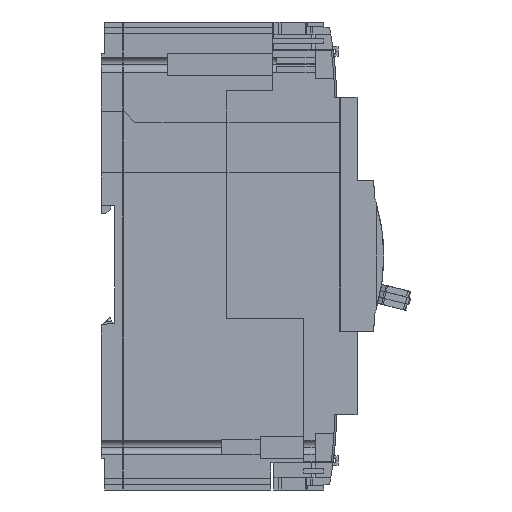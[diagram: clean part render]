
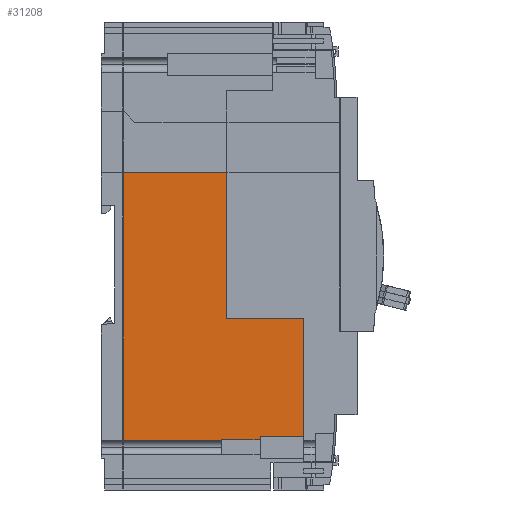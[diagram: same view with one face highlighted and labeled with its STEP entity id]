
A CAD part, left-side view. The second image highlights one B-rep face of the part: STEP entity #31208.
In plain terms, the highlighted planar face has unit normal (-1, 0, 0).
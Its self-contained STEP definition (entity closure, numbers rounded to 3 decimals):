
#17134=EDGE_CURVE('',#23456,#29014,#49007,.T.);
#17622=EDGE_CURVE('',#43366,#20548,#49551,.T.);
#17922=VERTEX_POINT('',#49875);
#17960=EDGE_CURVE('',#28892,#25814,#49914,.T.);
#18172=VERTEX_POINT('',#50143);
#20548=VERTEX_POINT('',#52729);
#23456=VERTEX_POINT('',#55898);
#23538=VERTEX_POINT('',#55991);
#23834=EDGE_CURVE('',#18172,#17922,#56312,.T.);
#23966=EDGE_CURVE('',#17922,#25814,#56456,.T.);
#25814=VERTEX_POINT('',#58483);
#27824=EDGE_CURVE('',#29014,#28892,#60678,.T.);
#28892=VERTEX_POINT('',#61826);
#29014=VERTEX_POINT('',#61959);
#31202=EDGE_CURVE('',#43366,#18172,#64351,.T.);
#31208=ADVANCED_FACE('',(#64358),#64359,.F.);
#36680=EDGE_CURVE('',#23538,#40260,#70308,.T.);
#39608=EDGE_CURVE('',#23538,#20548,#73479,.T.);
#40260=VERTEX_POINT('',#74193);
#43256=EDGE_CURVE('',#40260,#23456,#77447,.T.);
#43366=VERTEX_POINT('',#77569);
#49007=LINE('',#84206,#84207);
#49551=LINE('',#85012,#85013);
#49875=CARTESIAN_POINT('',(-63.5,-60.5,-15.3));
#49914=LINE('',#85527,#85528);
#50143=CARTESIAN_POINT('',(-63.5,-37.5,-15.3));
#52729=CARTESIAN_POINT('',(-63.5,-6.5,28.4));
#55898=CARTESIAN_POINT('',(-63.5,-36.0,-51.6));
#55991=CARTESIAN_POINT('',(-63.5,-6.5,-51.75));
#56312=LINE('',#95051,#95052);
#56456=LINE('',#95255,#95256);
#58483=CARTESIAN_POINT('',(-63.5,-60.5,-50.6));
#60678=LINE('',#101439,#101440);
#61826=CARTESIAN_POINT('',(-63.5,-47.5,-50.6));
#61959=CARTESIAN_POINT('',(-63.5,-47.5,-51.6));
#64351=LINE('',#107034,#107035);
#64358=FACE_OUTER_BOUND('',#107044,.T.);
#64359=PLANE('',#107045);
#70308=LINE('',#115865,#115866);
#73479=LINE('',#120424,#120425);
#74193=CARTESIAN_POINT('',(-63.5,-36.0,-51.75));
#77447=LINE('',#126318,#126319);
#77569=CARTESIAN_POINT('',(-63.5,-37.5,28.4));
#84206=CARTESIAN_POINT('',(-63.5,-32.89,-51.6));
#84207=VECTOR('',#134855,1.0);
#85012=CARTESIAN_POINT('',(-63.5,-18.14,28.4));
#85013=VECTOR('',#135467,1.0);
#85527=CARTESIAN_POINT('',(-63.5,-38.64,-50.6));
#85528=VECTOR('',#135797,1.0);
#95051=CARTESIAN_POINT('',(-63.5,-60.5,-15.3));
#95052=VECTOR('',#142376,1.0);
#95255=CARTESIAN_POINT('',(-63.5,-60.5,-58.4));
#95256=VECTOR('',#142538,1.0);
#101439=CARTESIAN_POINT('',(-63.5,-47.5,-25.621));
#101440=VECTOR('',#147157,1.0);
#107034=CARTESIAN_POINT('',(-63.5,-37.5,-15.3));
#107035=VECTOR('',#151025,1.0);
#107044=EDGE_LOOP('',(#151036,#151037,#151038,#151039,#151040,#151041,#151042,#151043,#151044,#151045));
#107045=AXIS2_PLACEMENT_3D('',#151046,#151047,#151048);
#115865=CARTESIAN_POINT('',(-63.5,-21.25,-51.75));
#115866=VECTOR('',#157303,1.0);
#120424=CARTESIAN_POINT('',(-63.5,-6.5,73.4));
#120425=VECTOR('',#160384,1.0);
#126318=CARTESIAN_POINT('',(-63.5,-36.0,-25.621));
#126319=VECTOR('',#164685,1.0);
#134855=DIRECTION('',(0.0,-1.0,0.0));
#135467=DIRECTION('',(-0.0,1.0,0.0));
#135797=DIRECTION('',(0.0,-1.0,0.0));
#142376=DIRECTION('',(0.0,-1.0,0.));
#142538=DIRECTION('',(-0.0,-0.0,-1.0));
#147157=DIRECTION('',(-0.0,0.0,1.0));
#151025=DIRECTION('',(-0.0,-0.0,-1.0));
#151036=ORIENTED_EDGE('',*,*,#17622,.T.);
#151037=ORIENTED_EDGE('',*,*,#39608,.F.);
#151038=ORIENTED_EDGE('',*,*,#36680,.T.);
#151039=ORIENTED_EDGE('',*,*,#43256,.T.);
#151040=ORIENTED_EDGE('',*,*,#17134,.T.);
#151041=ORIENTED_EDGE('',*,*,#27824,.T.);
#151042=ORIENTED_EDGE('',*,*,#17960,.T.);
#151043=ORIENTED_EDGE('',*,*,#23966,.F.);
#151044=ORIENTED_EDGE('',*,*,#23834,.F.);
#151045=ORIENTED_EDGE('',*,*,#31202,.F.);
#151046=CARTESIAN_POINT('',(-63.5,-29.781,2.608));
#151047=DIRECTION('',(1.0,0.0,0.0));
#151048=DIRECTION('',(0.0,1.0,0.0));
#157303=DIRECTION('',(0.0,-1.0,0.0));
#160384=DIRECTION('',(0.0,0.0,1.0));
#164685=DIRECTION('',(-0.0,0.0,1.0));
